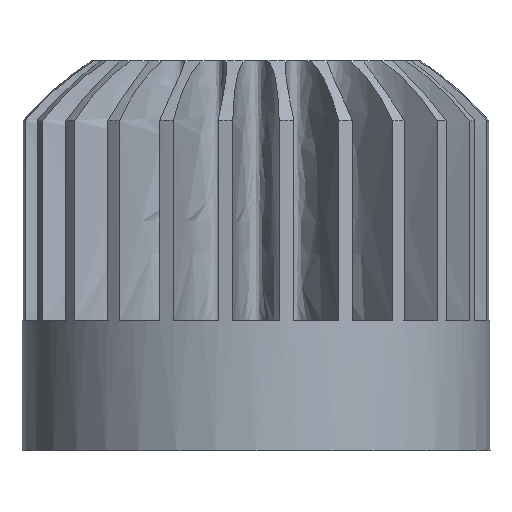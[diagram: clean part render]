
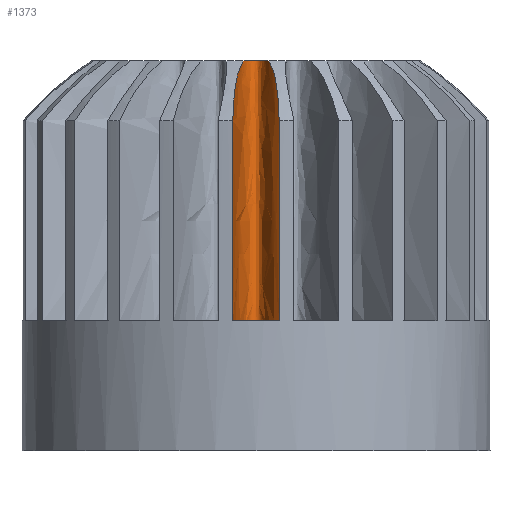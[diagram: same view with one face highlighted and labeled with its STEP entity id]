
A CAD part, left-side view. The second image highlights one B-rep face of the part: STEP entity #1373.
In plain terms, the highlighted free-form (B-spline) face has degree [3, 1] with [7, 2] control points.
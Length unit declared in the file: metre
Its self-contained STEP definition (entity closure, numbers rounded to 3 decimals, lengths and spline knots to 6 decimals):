
#67=B_SPLINE_CURVE_WITH_KNOTS('',3,(#2722,#2723,#2724,#2725,#2726),
 .UNSPECIFIED.,.F.,.F.,(4,1,4),(0.,0.001765,0.00353),
 .UNSPECIFIED.);
#68=B_SPLINE_CURVE_WITH_KNOTS('',3,(#2728,#2729,#2730,#2731,#2732),
 .UNSPECIFIED.,.F.,.F.,(4,1,4),(0.,0.001762,0.003524),
 .UNSPECIFIED.);
#100=B_SPLINE_SURFACE_WITH_KNOTS('',3,1,((#2708,#2709),(#2710,#2711),(#2712,
#2713),(#2714,#2715),(#2716,#2717),(#2718,#2719),(#2720,#2721)),
 .SURF_OF_LINEAR_EXTRUSION.,.F.,.F.,.F.,(4,1,1,1,4),(2,2),(4.775826,
5.529506,6.283185,7.036865,7.790544),(0.,
1.),.UNSPECIFIED.);
#109=LINE('',#2124,#157);
#110=LINE('',#2128,#158);
#157=VECTOR('',#1716,1.);
#158=VECTOR('',#1719,1.);
#220=ELLIPSE('',#1458,0.003432,0.000892);
#247=ELLIPSE('',#1563,0.003432,0.000892);
#523=ORIENTED_EDGE('',*,*,#723,.T.);
#524=ORIENTED_EDGE('',*,*,#889,.T.);
#525=ORIENTED_EDGE('',*,*,#749,.T.);
#526=ORIENTED_EDGE('',*,*,#890,.F.);
#527=ORIENTED_EDGE('',*,*,#747,.T.);
#528=ORIENTED_EDGE('',*,*,#891,.T.);
#723=EDGE_CURVE('',#945,#944,#220,.T.);
#747=EDGE_CURVE('',#969,#967,#109,.T.);
#749=EDGE_CURVE('',#971,#970,#110,.F.);
#889=EDGE_CURVE('',#944,#971,#67,.T.);
#890=EDGE_CURVE('',#969,#970,#247,.T.);
#891=EDGE_CURVE('',#967,#945,#68,.T.);
#944=VERTEX_POINT('',#2074);
#945=VERTEX_POINT('',#2076);
#967=VERTEX_POINT('',#2122);
#969=VERTEX_POINT('',#2125);
#970=VERTEX_POINT('',#2127);
#971=VERTEX_POINT('',#2129);
#1180=EDGE_LOOP('',(#523,#524,#525,#526,#527,#528));
#1264=FACE_BOUND('',#1180,.T.);
#1373=ADVANCED_FACE('',(#1264),#100,.F.);
#1458=AXIS2_PLACEMENT_3D('',#2075,#1666,#1667);
#1563=AXIS2_PLACEMENT_3D('',#2727,#1924,#1925);
#1666=DIRECTION('',(0.,0.,1.));
#1667=DIRECTION('',(1.,0.,0.));
#1716=DIRECTION('',(0.,0.,1.));
#1719=DIRECTION('',(0.,0.,1.));
#1924=DIRECTION('',(0.,0.,1.));
#1925=DIRECTION('',(1.,0.,0.));
#2074=CARTESIAN_POINT('',(-0.006335,0.000502,0.015));
#2075=CARTESIAN_POINT('',(-0.009173,0.,0.015));
#2076=CARTESIAN_POINT('',(-0.006335,-0.000502,0.015));
#2122=CARTESIAN_POINT('',(-0.008956,-0.00089,0.012702));
#2124=CARTESIAN_POINT('',(-0.008956,-0.00089,0.015));
#2125=CARTESIAN_POINT('',(-0.008956,-0.00089,0.005));
#2127=CARTESIAN_POINT('',(-0.008956,0.00089,0.005));
#2128=CARTESIAN_POINT('',(-0.008956,0.00089,0.015));
#2129=CARTESIAN_POINT('',(-0.008956,0.00089,0.012702));
#2708=CARTESIAN_POINT('',(-0.008956,-0.00089,0.005));
#2709=CARTESIAN_POINT('',(-0.008956,-0.00089,0.015));
#2710=CARTESIAN_POINT('',(-0.008095,-0.000876,0.005));
#2711=CARTESIAN_POINT('',(-0.008095,-0.000876,0.015));
#2712=CARTESIAN_POINT('',(-0.006423,-0.000671,0.005));
#2713=CARTESIAN_POINT('',(-0.006423,-0.000671,0.015));
#2714=CARTESIAN_POINT('',(-0.0054,0.,0.005));
#2715=CARTESIAN_POINT('',(-0.0054,0.,0.015));
#2716=CARTESIAN_POINT('',(-0.006423,0.000671,0.005));
#2717=CARTESIAN_POINT('',(-0.006423,0.000671,0.015));
#2718=CARTESIAN_POINT('',(-0.008095,0.000876,0.005));
#2719=CARTESIAN_POINT('',(-0.008095,0.000876,0.015));
#2720=CARTESIAN_POINT('',(-0.008956,0.00089,0.005));
#2721=CARTESIAN_POINT('',(-0.008956,0.00089,0.015));
#2722=CARTESIAN_POINT('',(-0.006335,0.000502,0.015));
#2723=CARTESIAN_POINT('',(-0.006807,0.000682,0.014691));
#2724=CARTESIAN_POINT('',(-0.007747,0.000833,0.013982));
#2725=CARTESIAN_POINT('',(-0.008572,0.000884,0.01315));
#2726=CARTESIAN_POINT('',(-0.008956,0.00089,0.012702));
#2727=CARTESIAN_POINT('',(-0.009173,0.,0.005));
#2728=CARTESIAN_POINT('',(-0.008956,-0.00089,0.012702));
#2729=CARTESIAN_POINT('',(-0.008573,-0.000884,0.013149));
#2730=CARTESIAN_POINT('',(-0.007746,-0.000833,0.013984));
#2731=CARTESIAN_POINT('',(-0.006805,-0.000681,0.014693));
#2732=CARTESIAN_POINT('',(-0.006335,-0.000502,0.015));
